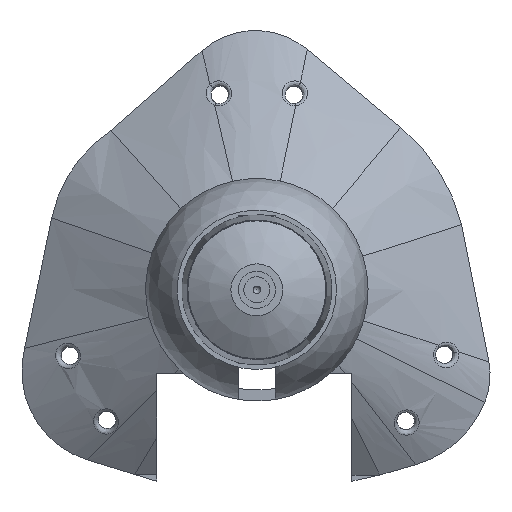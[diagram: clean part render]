
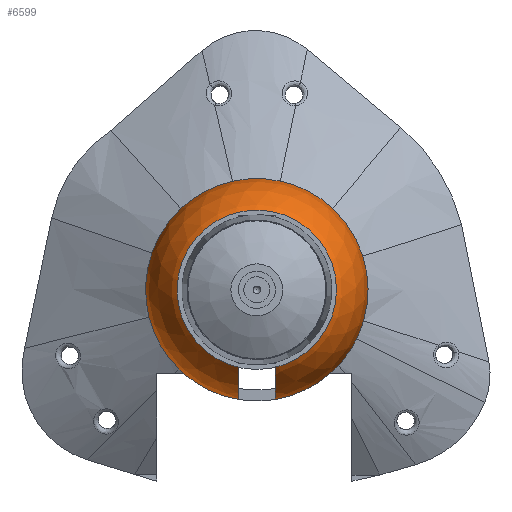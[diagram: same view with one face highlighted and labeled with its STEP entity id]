
A CAD part, front view. The second image highlights one B-rep face of the part: STEP entity #6599.
In plain terms, the highlighted spherical face has radius 30 mm.
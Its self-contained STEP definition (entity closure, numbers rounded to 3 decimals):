
#75=SPHERICAL_SURFACE('',#7198,30.);
#810=FACE_OUTER_BOUND('',#1197,.T.);
#1197=EDGE_LOOP('',(#5265,#5266,#5267,#5268,#5269,#5270,#5271,#5272,#5273,
#5274,#5275,#5276,#5277,#5278,#5279,#5280,#5281));
#2399=CIRCLE('',#7096,29.58);
#2400=CIRCLE('',#7098,29.58);
#2420=CIRCLE('',#7128,30.);
#2421=CIRCLE('',#7129,30.);
#2423=CIRCLE('',#7131,30.);
#2424=CIRCLE('',#7132,30.);
#2425=CIRCLE('',#7133,30.);
#2427=CIRCLE('',#7135,30.);
#2429=CIRCLE('',#7137,30.);
#2436=CIRCLE('',#7150,30.);
#2437=CIRCLE('',#7151,30.);
#2444=CIRCLE('',#7160,30.);
#2448=CIRCLE('',#7165,30.);
#2454=CIRCLE('',#7174,30.);
#2462=CIRCLE('',#7195,26.791);
#2464=CIRCLE('',#7199,30.);
#2465=CIRCLE('',#7200,30.);
#2813=VERTEX_POINT('',#10588);
#2814=VERTEX_POINT('',#10592);
#2815=VERTEX_POINT('',#10596);
#2816=VERTEX_POINT('',#10598);
#2889=VERTEX_POINT('',#11032);
#2890=VERTEX_POINT('',#11034);
#2894=VERTEX_POINT('',#11082);
#2901=VERTEX_POINT('',#11155);
#2908=VERTEX_POINT('',#11278);
#2909=VERTEX_POINT('',#11280);
#2912=VERTEX_POINT('',#11328);
#2918=VERTEX_POINT('',#11377);
#2923=VERTEX_POINT('',#11565);
#2962=VERTEX_POINT('',#12477);
#2963=VERTEX_POINT('',#12479);
#2970=VERTEX_POINT('',#12661);
#2980=VERTEX_POINT('',#13039);
#3565=EDGE_CURVE('',#2814,#2813,#2399,.T.);
#3568=EDGE_CURVE('',#2816,#2815,#2400,.T.);
#3657=EDGE_CURVE('',#2890,#2889,#2420,.T.);
#3662=EDGE_CURVE('',#2889,#2894,#2421,.T.);
#3671=EDGE_CURVE('',#2894,#2901,#2423,.T.);
#3679=EDGE_CURVE('',#2909,#2908,#2424,.T.);
#3683=EDGE_CURVE('',#2908,#2912,#2425,.T.);
#3690=EDGE_CURVE('',#2912,#2918,#2427,.T.);
#3696=EDGE_CURVE('',#2918,#2923,#2429,.T.);
#3735=EDGE_CURVE('',#2815,#2909,#2436,.T.);
#3736=EDGE_CURVE('',#2901,#2814,#2437,.T.);
#3758=EDGE_CURVE('',#2963,#2962,#2444,.T.);
#3769=EDGE_CURVE('',#2970,#2963,#2448,.T.);
#3787=EDGE_CURVE('',#2980,#2970,#2454,.T.);
#3828=EDGE_CURVE('',#2816,#2813,#2462,.T.);
#3830=EDGE_CURVE('',#2923,#2980,#2464,.T.);
#3831=EDGE_CURVE('',#2962,#2890,#2465,.T.);
#5265=ORIENTED_EDGE('',*,*,#3657,.T.);
#5266=ORIENTED_EDGE('',*,*,#3662,.T.);
#5267=ORIENTED_EDGE('',*,*,#3671,.T.);
#5268=ORIENTED_EDGE('',*,*,#3736,.T.);
#5269=ORIENTED_EDGE('',*,*,#3565,.T.);
#5270=ORIENTED_EDGE('',*,*,#3828,.F.);
#5271=ORIENTED_EDGE('',*,*,#3568,.T.);
#5272=ORIENTED_EDGE('',*,*,#3735,.T.);
#5273=ORIENTED_EDGE('',*,*,#3679,.T.);
#5274=ORIENTED_EDGE('',*,*,#3683,.T.);
#5275=ORIENTED_EDGE('',*,*,#3690,.T.);
#5276=ORIENTED_EDGE('',*,*,#3696,.T.);
#5277=ORIENTED_EDGE('',*,*,#3830,.T.);
#5278=ORIENTED_EDGE('',*,*,#3787,.T.);
#5279=ORIENTED_EDGE('',*,*,#3769,.T.);
#5280=ORIENTED_EDGE('',*,*,#3758,.T.);
#5281=ORIENTED_EDGE('',*,*,#3831,.T.);
#6599=ADVANCED_FACE('',(#810),#75,.T.);
#7096=AXIS2_PLACEMENT_3D('',#10593,#8028,#8029);
#7098=AXIS2_PLACEMENT_3D('',#10599,#8034,#8035);
#7128=AXIS2_PLACEMENT_3D('',#11035,#8142,#8143);
#7129=AXIS2_PLACEMENT_3D('',#11084,#8148,#8149);
#7131=AXIS2_PLACEMENT_3D('',#11160,#8153,#8154);
#7132=AXIS2_PLACEMENT_3D('',#11281,#8156,#8157);
#7133=AXIS2_PLACEMENT_3D('',#11330,#8159,#8160);
#7135=AXIS2_PLACEMENT_3D('',#11379,#8165,#8166);
#7137=AXIS2_PLACEMENT_3D('',#11566,#8170,#8171);
#7150=AXIS2_PLACEMENT_3D('',#12067,#8203,#8204);
#7151=AXIS2_PLACEMENT_3D('',#12068,#8205,#8206);
#7160=AXIS2_PLACEMENT_3D('',#12480,#8229,#8230);
#7165=AXIS2_PLACEMENT_3D('',#12662,#8241,#8242);
#7174=AXIS2_PLACEMENT_3D('',#13040,#8264,#8265);
#7195=AXIS2_PLACEMENT_3D('',#13441,#8318,#8319);
#7198=AXIS2_PLACEMENT_3D('',#13444,#8324,#8325);
#7199=AXIS2_PLACEMENT_3D('',#13445,#8326,#8327);
#7200=AXIS2_PLACEMENT_3D('',#13446,#8328,#8329);
#8028=DIRECTION('center_axis',(0.,1.,0.));
#8029=DIRECTION('ref_axis',(0.,0.,-1.));
#8034=DIRECTION('center_axis',(0.,-1.,0.));
#8035=DIRECTION('ref_axis',(0.,0.,1.));
#8142=DIRECTION('center_axis',(0.,0.,-1.));
#8143=DIRECTION('ref_axis',(1.,0.,0.));
#8148=DIRECTION('center_axis',(0.,0.,-1.));
#8149=DIRECTION('ref_axis',(1.,0.,0.));
#8153=DIRECTION('center_axis',(0.,0.,-1.));
#8154=DIRECTION('ref_axis',(1.,0.,0.));
#8156=DIRECTION('center_axis',(0.,0.,-1.));
#8157=DIRECTION('ref_axis',(1.,0.,0.));
#8159=DIRECTION('center_axis',(0.,0.,-1.));
#8160=DIRECTION('ref_axis',(1.,0.,0.));
#8165=DIRECTION('center_axis',(0.,0.,-1.));
#8166=DIRECTION('ref_axis',(1.,0.,0.));
#8170=DIRECTION('center_axis',(0.,0.,-1.));
#8171=DIRECTION('ref_axis',(1.,0.,0.));
#8203=DIRECTION('center_axis',(0.,0.,-1.));
#8204=DIRECTION('ref_axis',(1.,0.,0.));
#8205=DIRECTION('center_axis',(0.,0.,-1.));
#8206=DIRECTION('ref_axis',(1.,0.,0.));
#8229=DIRECTION('center_axis',(0.,0.,-1.));
#8230=DIRECTION('ref_axis',(1.,0.,0.));
#8241=DIRECTION('center_axis',(0.,0.,-1.));
#8242=DIRECTION('ref_axis',(1.,0.,0.));
#8264=DIRECTION('center_axis',(0.,0.,-1.));
#8265=DIRECTION('ref_axis',(1.,0.,0.));
#8318=DIRECTION('center_axis',(1.,0.,0.));
#8319=DIRECTION('ref_axis',(0.,0.,-1.));
#8324=DIRECTION('center_axis',(0.,0.,1.));
#8325=DIRECTION('ref_axis',(-1.,0.,0.));
#8326=DIRECTION('center_axis',(0.,0.,-1.));
#8327=DIRECTION('ref_axis',(1.,0.,0.));
#8328=DIRECTION('center_axis',(0.,0.,-1.));
#8329=DIRECTION('ref_axis',(1.,0.,0.));
#10588=CARTESIAN_POINT('',(-13.508,3.268,-46.32));
#10592=CARTESIAN_POINT('',(29.573,3.268,-20.));
#10593=CARTESIAN_POINT('Origin',(-0.008,3.268,
-20.));
#10596=CARTESIAN_POINT('',(29.573,-6.732,-20.));
#10598=CARTESIAN_POINT('',(-13.508,-6.732,-46.32));
#10599=CARTESIAN_POINT('Origin',(-0.008,-6.732,
-20.));
#11032=CARTESIAN_POINT('',(7.36,27.349,-20.));
#11034=CARTESIAN_POINT('',(-9.986,26.56,-20.));
#11035=CARTESIAN_POINT('Origin',(-0.008,-1.732,
-20.));
#11082=CARTESIAN_POINT('',(21.331,19.354,-20.));
#11084=CARTESIAN_POINT('Origin',(-0.008,-1.732,
-20.));
#11155=CARTESIAN_POINT('',(22.387,18.23,-20.));
#11160=CARTESIAN_POINT('Origin',(-0.008,-1.732,
-20.));
#11278=CARTESIAN_POINT('',(20.324,-23.791,-20.));
#11280=CARTESIAN_POINT('',(22.407,-21.672,-20.));
#11281=CARTESIAN_POINT('Origin',(-0.008,-1.732,
-20.));
#11328=CARTESIAN_POINT('',(13.219,-28.659,-20.));
#11330=CARTESIAN_POINT('Origin',(-0.008,-1.732,
-20.));
#11377=CARTESIAN_POINT('',(8.362,-30.541,-20.));
#11379=CARTESIAN_POINT('Origin',(-0.008,-1.732,
-20.));
#11565=CARTESIAN_POINT('',(-9.054,-30.335,-20.));
#11566=CARTESIAN_POINT('Origin',(-0.008,-1.732,
-20.));
#12067=CARTESIAN_POINT('Origin',(-0.008,-1.732,
-20.));
#12068=CARTESIAN_POINT('Origin',(-0.008,-1.732,
-20.));
#12477=CARTESIAN_POINT('',(-21.901,18.779,-20.));
#12479=CARTESIAN_POINT('',(-29.281,4.83,-20.));
#12480=CARTESIAN_POINT('Origin',(-0.008,-1.732,
-20.));
#12661=CARTESIAN_POINT('',(-29.339,-8.032,-20.));
#12662=CARTESIAN_POINT('Origin',(-0.008,-1.732,
-20.));
#13039=CARTESIAN_POINT('',(-21.969,-22.17,-20.));
#13040=CARTESIAN_POINT('Origin',(-0.008,-1.732,
-20.));
#13441=CARTESIAN_POINT('Origin',(-13.508,-1.732,-20.));
#13444=CARTESIAN_POINT('Origin',(-0.008,-1.732,
-20.));
#13445=CARTESIAN_POINT('Origin',(-0.008,-1.732,
-20.));
#13446=CARTESIAN_POINT('Origin',(-0.008,-1.732,
-20.));
